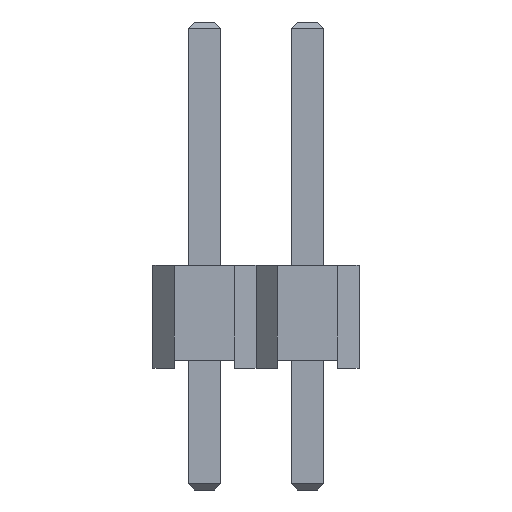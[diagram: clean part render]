
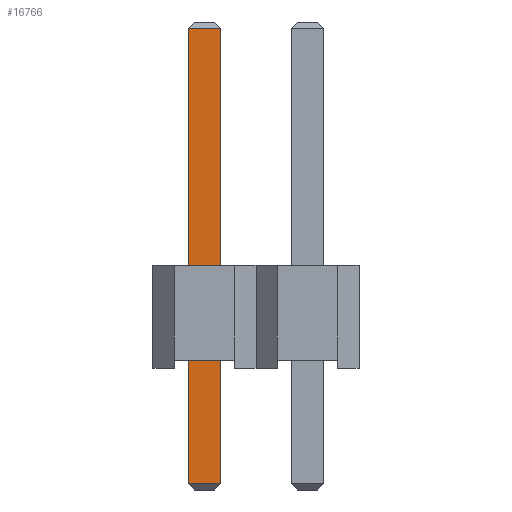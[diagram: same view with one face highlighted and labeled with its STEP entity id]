
A CAD part, front view. The second image highlights one B-rep face of the part: STEP entity #16766.
In plain terms, the highlighted planar face has unit normal (0, -1, 0).
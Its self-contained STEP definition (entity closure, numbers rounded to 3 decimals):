
#16354 = PLANE('',#16355);
#16355 = AXIS2_PLACEMENT_3D('',#16356,#16357,#16358);
#16356 = CARTESIAN_POINT('',(-0.4,-0.4,-3.));
#16357 = DIRECTION('',(-1.,0.,0.));
#16358 = DIRECTION('',(0.,1.,0.));
#16410 = PLANE('',#16411);
#16411 = AXIS2_PLACEMENT_3D('',#16412,#16413,#16414);
#16412 = CARTESIAN_POINT('',(0.4,0.4,-3.));
#16413 = DIRECTION('',(1.,0.,0.));
#16414 = DIRECTION('',(0.,-1.,0.));
#16451 = EDGE_CURVE('',#16452,#16454,#16456,.T.);
#16452 = VERTEX_POINT('',#16453);
#16453 = CARTESIAN_POINT('',(-0.4,-0.4,-2.85));
#16454 = VERTEX_POINT('',#16455);
#16455 = CARTESIAN_POINT('',(-0.4,-0.4,8.39));
#16456 = SURFACE_CURVE('',#16457,(#16461,#16468),.PCURVE_S1.);
#16457 = LINE('',#16458,#16459);
#16458 = CARTESIAN_POINT('',(-0.4,-0.4,-3.));
#16459 = VECTOR('',#16460,1.);
#16460 = DIRECTION('',(0.,0.,1.));
#16461 = PCURVE('',#16354,#16462);
#16462 = DEFINITIONAL_REPRESENTATION('',(#16463),#16467);
#16463 = LINE('',#16464,#16465);
#16464 = CARTESIAN_POINT('',(0.,0.));
#16465 = VECTOR('',#16466,1.);
#16466 = DIRECTION('',(0.,-1.));
#16467 = ( GEOMETRIC_REPRESENTATION_CONTEXT(2) 
PARAMETRIC_REPRESENTATION_CONTEXT() REPRESENTATION_CONTEXT('2D SPACE',''
  ) );
#16468 = PCURVE('',#16469,#16474);
#16469 = PLANE('',#16470);
#16470 = AXIS2_PLACEMENT_3D('',#16471,#16472,#16473);
#16471 = CARTESIAN_POINT('',(0.4,-0.4,-3.));
#16472 = DIRECTION('',(0.,-1.,0.));
#16473 = DIRECTION('',(-1.,0.,0.));
#16474 = DEFINITIONAL_REPRESENTATION('',(#16475),#16479);
#16475 = LINE('',#16476,#16477);
#16476 = CARTESIAN_POINT('',(0.8,0.));
#16477 = VECTOR('',#16478,1.);
#16478 = DIRECTION('',(0.,-1.));
#16479 = ( GEOMETRIC_REPRESENTATION_CONTEXT(2) 
PARAMETRIC_REPRESENTATION_CONTEXT() REPRESENTATION_CONTEXT('2D SPACE',''
  ) );
#16701 = VERTEX_POINT('',#16702);
#16702 = CARTESIAN_POINT('',(0.4,-0.4,8.39));
#16723 = EDGE_CURVE('',#16724,#16701,#16726,.T.);
#16724 = VERTEX_POINT('',#16725);
#16725 = CARTESIAN_POINT('',(0.4,-0.4,-2.85));
#16726 = SURFACE_CURVE('',#16727,(#16731,#16738),.PCURVE_S1.);
#16727 = LINE('',#16728,#16729);
#16728 = CARTESIAN_POINT('',(0.4,-0.4,-3.));
#16729 = VECTOR('',#16730,1.);
#16730 = DIRECTION('',(0.,0.,1.));
#16731 = PCURVE('',#16410,#16732);
#16732 = DEFINITIONAL_REPRESENTATION('',(#16733),#16737);
#16733 = LINE('',#16734,#16735);
#16734 = CARTESIAN_POINT('',(0.8,0.));
#16735 = VECTOR('',#16736,1.);
#16736 = DIRECTION('',(0.,-1.));
#16737 = ( GEOMETRIC_REPRESENTATION_CONTEXT(2) 
PARAMETRIC_REPRESENTATION_CONTEXT() REPRESENTATION_CONTEXT('2D SPACE',''
  ) );
#16738 = PCURVE('',#16469,#16739);
#16739 = DEFINITIONAL_REPRESENTATION('',(#16740),#16744);
#16740 = LINE('',#16741,#16742);
#16741 = CARTESIAN_POINT('',(0.,-0.));
#16742 = VECTOR('',#16743,1.);
#16743 = DIRECTION('',(0.,-1.));
#16744 = ( GEOMETRIC_REPRESENTATION_CONTEXT(2) 
PARAMETRIC_REPRESENTATION_CONTEXT() REPRESENTATION_CONTEXT('2D SPACE',''
  ) );
#16766 = ADVANCED_FACE('',(#16767),#16469,.T.);
#16767 = FACE_BOUND('',#16768,.T.);
#16768 = EDGE_LOOP('',(#16769,#16770,#16796,#16797));
#16769 = ORIENTED_EDGE('',*,*,#16723,.T.);
#16770 = ORIENTED_EDGE('',*,*,#16771,.T.);
#16771 = EDGE_CURVE('',#16701,#16454,#16772,.T.);
#16772 = SURFACE_CURVE('',#16773,(#16777,#16784),.PCURVE_S1.);
#16773 = LINE('',#16774,#16775);
#16774 = CARTESIAN_POINT('',(0.4,-0.4,8.39));
#16775 = VECTOR('',#16776,1.);
#16776 = DIRECTION('',(-1.,0.,0.));
#16777 = PCURVE('',#16469,#16778);
#16778 = DEFINITIONAL_REPRESENTATION('',(#16779),#16783);
#16779 = LINE('',#16780,#16781);
#16780 = CARTESIAN_POINT('',(0.,-11.39));
#16781 = VECTOR('',#16782,1.);
#16782 = DIRECTION('',(1.,0.));
#16783 = ( GEOMETRIC_REPRESENTATION_CONTEXT(2) 
PARAMETRIC_REPRESENTATION_CONTEXT() REPRESENTATION_CONTEXT('2D SPACE',''
  ) );
#16784 = PCURVE('',#16785,#16790);
#16785 = PLANE('',#16786);
#16786 = AXIS2_PLACEMENT_3D('',#16787,#16788,#16789);
#16787 = CARTESIAN_POINT('',(0.4,-0.325,8.465));
#16788 = DIRECTION('',(0.,-0.707,0.707));
#16789 = DIRECTION('',(1.,0.,0.));
#16790 = DEFINITIONAL_REPRESENTATION('',(#16791),#16795);
#16791 = LINE('',#16792,#16793);
#16792 = CARTESIAN_POINT('',(-0.,-0.106));
#16793 = VECTOR('',#16794,1.);
#16794 = DIRECTION('',(-1.,0.));
#16795 = ( GEOMETRIC_REPRESENTATION_CONTEXT(2) 
PARAMETRIC_REPRESENTATION_CONTEXT() REPRESENTATION_CONTEXT('2D SPACE',''
  ) );
#16796 = ORIENTED_EDGE('',*,*,#16451,.F.);
#16797 = ORIENTED_EDGE('',*,*,#16798,.F.);
#16798 = EDGE_CURVE('',#16724,#16452,#16799,.T.);
#16799 = SURFACE_CURVE('',#16800,(#16804,#16811),.PCURVE_S1.);
#16800 = LINE('',#16801,#16802);
#16801 = CARTESIAN_POINT('',(0.4,-0.4,-2.85));
#16802 = VECTOR('',#16803,1.);
#16803 = DIRECTION('',(-1.,0.,0.));
#16804 = PCURVE('',#16469,#16805);
#16805 = DEFINITIONAL_REPRESENTATION('',(#16806),#16810);
#16806 = LINE('',#16807,#16808);
#16807 = CARTESIAN_POINT('',(0.,-0.15));
#16808 = VECTOR('',#16809,1.);
#16809 = DIRECTION('',(1.,0.));
#16810 = ( GEOMETRIC_REPRESENTATION_CONTEXT(2) 
PARAMETRIC_REPRESENTATION_CONTEXT() REPRESENTATION_CONTEXT('2D SPACE',''
  ) );
#16811 = PCURVE('',#16812,#16817);
#16812 = PLANE('',#16813);
#16813 = AXIS2_PLACEMENT_3D('',#16814,#16815,#16816);
#16814 = CARTESIAN_POINT('',(0.4,-0.325,-2.925));
#16815 = DIRECTION('',(0.,0.707,0.707)
  );
#16816 = DIRECTION('',(1.,0.,0.));
#16817 = DEFINITIONAL_REPRESENTATION('',(#16818),#16822);
#16818 = LINE('',#16819,#16820);
#16819 = CARTESIAN_POINT('',(-0.,-0.106));
#16820 = VECTOR('',#16821,1.);
#16821 = DIRECTION('',(-1.,0.));
#16822 = ( GEOMETRIC_REPRESENTATION_CONTEXT(2) 
PARAMETRIC_REPRESENTATION_CONTEXT() REPRESENTATION_CONTEXT('2D SPACE',''
  ) );
